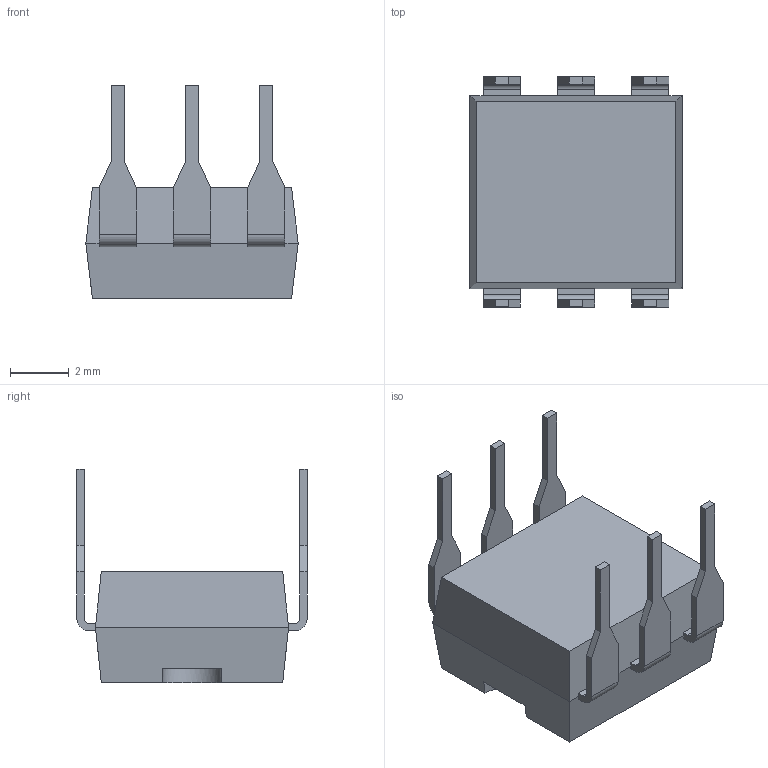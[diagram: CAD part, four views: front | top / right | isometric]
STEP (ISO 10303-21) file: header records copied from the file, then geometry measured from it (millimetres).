
FILE_DESCRIPTION (( 'STEP AP214' ), '1' );
FILE_NAME ('DIP6.STEP', '2015-11-21T17:06:40', ( '' ), ( '' ), 'SwSTEP 2.0', 'SolidWorks 2013', '' );
FILE_SCHEMA (( 'AUTOMOTIVE_DESIGN' ));
Length unit declared in the file: millimetre
Products named in the file (1): DIP6
Bounding box: 7.26 x 7.87 x 7.3 mm (x, y, z)
Volume: 177.6 mm3; surface area: 262.5 mm2
Topology: 1 solids, 1 shells, 90 faces, 260 edges, 172 vertices
Faces by surface type: plane 77, cylinder 13
Entity records: 3810 total; most frequent: CARTESIAN_POINT 529, ORIENTED_EDGE 520, DIRECTION 466, EDGE_CURVE 260, LINE 232, VECTOR 232, VERTEX_POINT 172, AXIS2_PLACEMENT_3D 117
